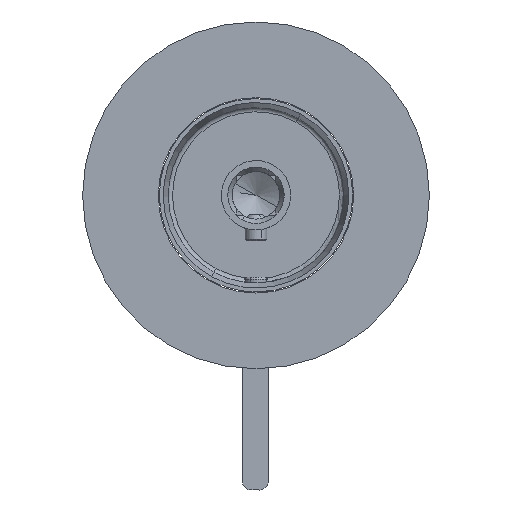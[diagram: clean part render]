
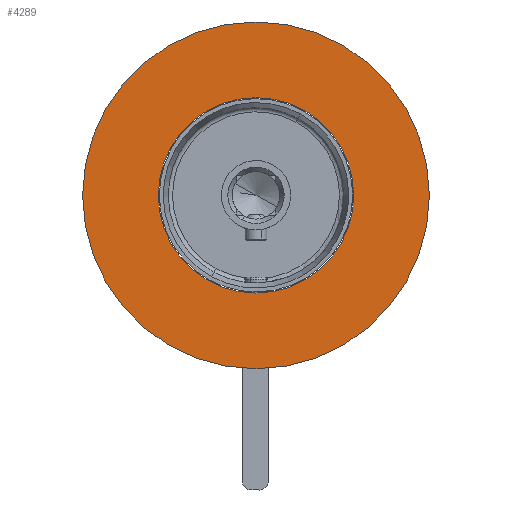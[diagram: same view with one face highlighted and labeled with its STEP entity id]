
A CAD part, front view. The second image highlights one B-rep face of the part: STEP entity #4289.
In plain terms, the highlighted planar face has unit normal (0, -1, 0).
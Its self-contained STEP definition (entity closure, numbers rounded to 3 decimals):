
#4159=CARTESIAN_POINT('Vertex',(40.,78.1,-3.021)) ;
#4173=CARTESIAN_POINT('Vertex',(-40.,78.1,-3.021)) ;
#4176=CARTESIAN_POINT('Axis2P3D Location',(0.,78.1,-3.021)) ;
#4193=CARTESIAN_POINT('Axis2P3D Location',(0.,78.1,-3.021)) ;
#4210=CARTESIAN_POINT('Axis2P3D Location',(0.,78.1,-3.021)) ;
#4214=CARTESIAN_POINT('Vertex',(-22.548,78.1,-3.021)) ;
#4216=CARTESIAN_POINT('Vertex',(22.548,78.1,-3.021)) ;
#4245=CARTESIAN_POINT('Axis2P3D Location',(0.,78.1,-3.021)) ;
#4276=CARTESIAN_POINT('Axis2P3D Location',(0.,78.1,0.)) ;
#4177=DIRECTION('Axis2P3D Direction',(0.,-1.,0.)) ;
#4194=DIRECTION('Axis2P3D Direction',(0.,-1.,0.)) ;
#4211=DIRECTION('Axis2P3D Direction',(0.,-1.,0.)) ;
#4246=DIRECTION('Axis2P3D Direction',(0.,-1.,0.)) ;
#4277=DIRECTION('Axis2P3D Direction',(0.,-1.,0.)) ;
#4278=DIRECTION('Axis2P3D XDirection',(1.,0.,0.)) ;
#4178=AXIS2_PLACEMENT_3D('Circle Axis2P3D',#4176,#4177,$) ;
#4195=AXIS2_PLACEMENT_3D('Circle Axis2P3D',#4193,#4194,$) ;
#4212=AXIS2_PLACEMENT_3D('Circle Axis2P3D',#4210,#4211,$) ;
#4247=AXIS2_PLACEMENT_3D('Circle Axis2P3D',#4245,#4246,$) ;
#4279=AXIS2_PLACEMENT_3D('Plane Axis2P3D',#4276,#4277,#4278) ;
#4179=CIRCLE('generated circle',#4178,40.) ;
#4196=CIRCLE('generated circle',#4195,40.) ;
#4213=CIRCLE('generated circle',#4212,22.548) ;
#4248=CIRCLE('generated circle',#4247,22.548) ;
#4280=PLANE('',#4279) ;
#4288=FACE_BOUND('',#4285,.T.) ;
#4180=EDGE_CURVE('',#4160,#4174,#4179,.T.) ;
#4197=EDGE_CURVE('',#4174,#4160,#4196,.T.) ;
#4218=EDGE_CURVE('',#4215,#4217,#4213,.T.) ;
#4249=EDGE_CURVE('',#4217,#4215,#4248,.T.) ;
#4282=ORIENTED_EDGE('',*,*,#4180,.T.) ;
#4283=ORIENTED_EDGE('',*,*,#4197,.T.) ;
#4286=ORIENTED_EDGE('',*,*,#4218,.F.) ;
#4287=ORIENTED_EDGE('',*,*,#4249,.F.) ;
#4281=EDGE_LOOP('',(#4282,#4283)) ;
#4285=EDGE_LOOP('',(#4286,#4287)) ;
#4160=VERTEX_POINT('',#4159) ;
#4174=VERTEX_POINT('',#4173) ;
#4215=VERTEX_POINT('',#4214) ;
#4217=VERTEX_POINT('',#4216) ;
#4289=ADVANCED_FACE('PR.0513.1\\P46625.1\\PartBody',(#4284,#4288),#4280,.T.) ;
#4284=FACE_OUTER_BOUND('',#4281,.T.) ;
